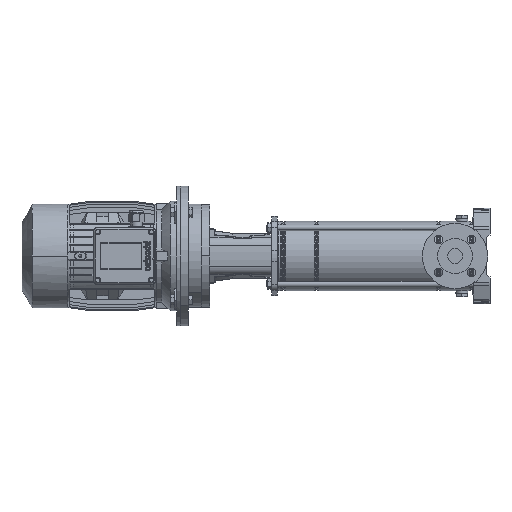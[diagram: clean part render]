
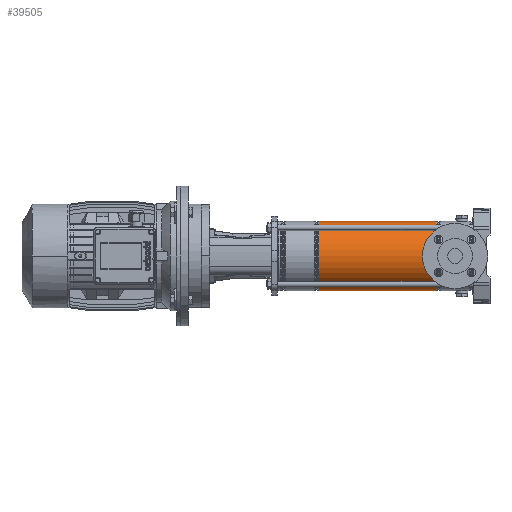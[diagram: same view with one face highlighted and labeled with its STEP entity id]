
A CAD part, left-side view. The second image highlights one B-rep face of the part: STEP entity #39505.
In plain terms, the highlighted cylindrical face has radius 74.9 mm (diameter 149.8 mm), a partial arc.
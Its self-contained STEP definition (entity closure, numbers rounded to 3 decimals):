
#1673 = CARTESIAN_POINT ( 'NONE',  ( 0., 0., 340.221 ) ) ;
#3356 = CARTESIAN_POINT ( 'NONE',  ( 0., 0., 87.279 ) ) ;
#5768 = DIRECTION ( 'NONE',  ( 0., 0., -1. ) ) ;
#8174 = ORIENTED_EDGE ( 'NONE', *, *, #70456, .T. ) ;
#10264 = VECTOR ( 'NONE', #5768, 1000. ) ;
#10270 = DIRECTION ( 'NONE',  ( -1., 0., 0. ) ) ;
#13380 = DIRECTION ( 'NONE',  ( 0., 0., -1. ) ) ;
#14051 = EDGE_CURVE ( 'NONE', #55521, #20150, #29356, .T. ) ;
#19933 = EDGE_LOOP ( 'NONE', ( #8174, #65519, #61849, #60240 ) ) ;
#20150 = VERTEX_POINT ( 'NONE', #25635 ) ;
#22826 = CIRCLE ( 'NONE', #51603, 74.9 ) ;
#23487 = DIRECTION ( 'NONE',  ( 0., 0., -1. ) ) ;
#24440 = CIRCLE ( 'NONE', #34457, 74.9 ) ;
#25635 = CARTESIAN_POINT ( 'NONE',  ( -74.9, 0., 87.279 ) ) ;
#29356 = LINE ( 'NONE', #77105, #52549 ) ;
#32671 = DIRECTION ( 'NONE',  ( 1., 0., 0. ) ) ;
#34457 = AXIS2_PLACEMENT_3D ( 'NONE', #3356, #38564, #32671 ) ;
#37059 = VERTEX_POINT ( 'NONE', #68074 ) ;
#38564 = DIRECTION ( 'NONE',  ( 0., 0., 1. ) ) ;
#39505 = ADVANCED_FACE ( 'NONE', ( #44696 ), #75216, .T. ) ;
#44696 = FACE_OUTER_BOUND ( 'NONE', #19933, .T. ) ;
#51603 = AXIS2_PLACEMENT_3D ( 'NONE', #1673, #13380, #54898 ) ;
#52549 = VECTOR ( 'NONE', #23487, 1000. ) ;
#54898 = DIRECTION ( 'NONE',  ( 1., 0., 0. ) ) ;
#55521 = VERTEX_POINT ( 'NONE', #62704 ) ;
#58264 = EDGE_CURVE ( 'NONE', #65180, #20150, #24440, .T. ) ;
#60240 = ORIENTED_EDGE ( 'NONE', *, *, #14051, .F. ) ;
#60597 = AXIS2_PLACEMENT_3D ( 'NONE', #68193, #63484, #10270 ) ;
#61849 = ORIENTED_EDGE ( 'NONE', *, *, #58264, .T. ) ;
#62704 = CARTESIAN_POINT ( 'NONE',  ( -74.9, 0., 340.221 ) ) ;
#63484 = DIRECTION ( 'NONE',  ( 0., 0., -1. ) ) ;
#65180 = VERTEX_POINT ( 'NONE', #70330 ) ;
#65519 = ORIENTED_EDGE ( 'NONE', *, *, #69463, .T. ) ;
#68074 = CARTESIAN_POINT ( 'NONE',  ( 74.9, 0., 340.221 ) ) ;
#68193 = CARTESIAN_POINT ( 'NONE',  ( 0., 0., 0. ) ) ;
#69463 = EDGE_CURVE ( 'NONE', #37059, #65180, #71523, .T. ) ;
#70330 = CARTESIAN_POINT ( 'NONE',  ( 74.9, 0., 87.279 ) ) ;
#70456 = EDGE_CURVE ( 'NONE', #55521, #37059, #22826, .T. ) ;
#71129 = CARTESIAN_POINT ( 'NONE',  ( 74.9, 0., 0. ) ) ;
#71523 = LINE ( 'NONE', #71129, #10264 ) ;
#75216 = CYLINDRICAL_SURFACE ( 'NONE', #60597, 74.9 ) ;
#77105 = CARTESIAN_POINT ( 'NONE',  ( -74.9, 0., 0. ) ) ;
